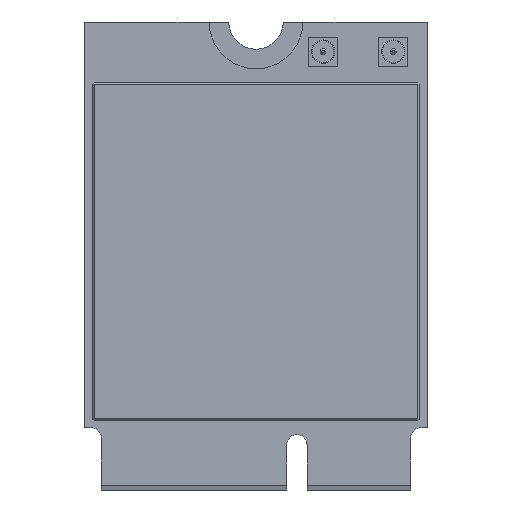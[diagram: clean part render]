
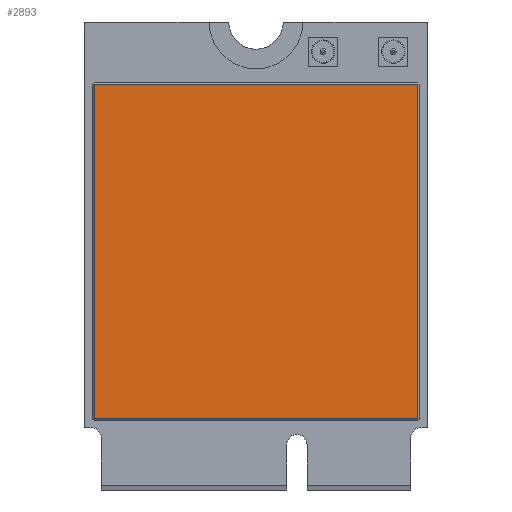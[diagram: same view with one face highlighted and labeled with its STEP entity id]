
A CAD part, top view. The second image highlights one B-rep face of the part: STEP entity #2893.
In plain terms, the highlighted planar face has unit normal (0, 0, 1).
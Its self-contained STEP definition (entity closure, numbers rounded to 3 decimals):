
#114 = EDGE_CURVE ( 'NONE', #1116, #2131, #1860, .T. ) ;
#125 = AXIS2_PLACEMENT_3D ( 'NONE', #2700, #339, #1244 ) ;
#211 = ORIENTED_EDGE ( 'NONE', *, *, #1218, .F. ) ;
#273 = ORIENTED_EDGE ( 'NONE', *, *, #114, .F. ) ;
#339 = DIRECTION ( 'NONE',  ( 0., 0., 1. ) ) ;
#373 = VECTOR ( 'NONE', #1387, 1000. ) ;
#425 = EDGE_CURVE ( 'NONE', #918, #1652, #883, .T. ) ;
#447 = CARTESIAN_POINT ( 'NONE',  ( -10.375, 26., 2.3 ) ) ;
#478 = VECTOR ( 'NONE', #652, 1000. ) ;
#528 = VECTOR ( 'NONE', #2705, 1000. ) ;
#606 = LINE ( 'NONE', #1015, #528 ) ;
#644 = DIRECTION ( 'NONE',  ( 0., -1., 0. ) ) ;
#652 = DIRECTION ( 'NONE',  ( 1., 0., 0. ) ) ;
#805 = PLANE ( 'NONE',  #125 ) ;
#883 = LINE ( 'NONE', #2355, #373 ) ;
#918 = VERTEX_POINT ( 'NONE', #1714 ) ;
#1006 = EDGE_CURVE ( 'NONE', #2131, #918, #606, .T. ) ;
#1015 = CARTESIAN_POINT ( 'NONE',  ( 10.475, 4.55, 2.3 ) ) ;
#1116 = VERTEX_POINT ( 'NONE', #1500 ) ;
#1140 = EDGE_LOOP ( 'NONE', ( #211, #1417, #1750, #273 ) ) ;
#1164 = CARTESIAN_POINT ( 'NONE',  ( 10.375, 26.1, 2.3 ) ) ;
#1218 = EDGE_CURVE ( 'NONE', #1652, #1116, #2795, .T. ) ;
#1244 = DIRECTION ( 'NONE',  ( 0., -1., 0. ) ) ;
#1287 = CARTESIAN_POINT ( 'NONE',  ( 10.375, 4.55, 2.3 ) ) ;
#1387 = DIRECTION ( 'NONE',  ( 0., 1., 0. ) ) ;
#1417 = ORIENTED_EDGE ( 'NONE', *, *, #425, .F. ) ;
#1500 = CARTESIAN_POINT ( 'NONE',  ( 10.375, 26., 2.3 ) ) ;
#1652 = VERTEX_POINT ( 'NONE', #447 ) ;
#1714 = CARTESIAN_POINT ( 'NONE',  ( -10.375, 4.55, 2.3 ) ) ;
#1750 = ORIENTED_EDGE ( 'NONE', *, *, #1006, .F. ) ;
#1761 = VECTOR ( 'NONE', #644, 1000. ) ;
#1860 = LINE ( 'NONE', #1164, #1761 ) ;
#2131 = VERTEX_POINT ( 'NONE', #1287 ) ;
#2355 = CARTESIAN_POINT ( 'NONE',  ( -10.375, 4.45, 2.3 ) ) ;
#2581 = CARTESIAN_POINT ( 'NONE',  ( -10.475, 26., 2.3 ) ) ;
#2700 = CARTESIAN_POINT ( 'NONE',  ( 0., 15.275, 2.3 ) ) ;
#2705 = DIRECTION ( 'NONE',  ( -1., 0., 0. ) ) ;
#2795 = LINE ( 'NONE', #2581, #478 ) ;
#2893 = ADVANCED_FACE ( 'NONE', ( #2947 ), #805, .T. ) ;
#2947 = FACE_OUTER_BOUND ( 'NONE', #1140, .T. ) ;
